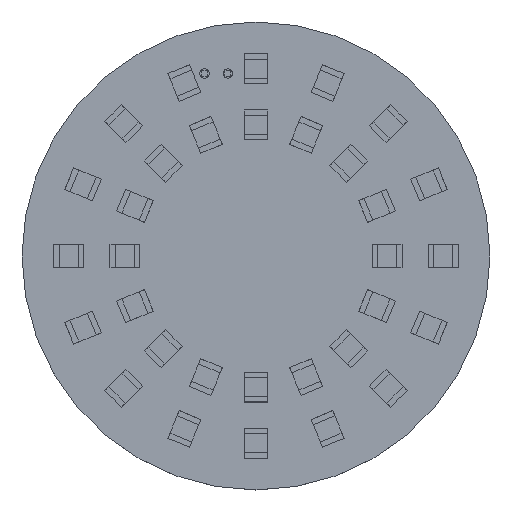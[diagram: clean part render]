
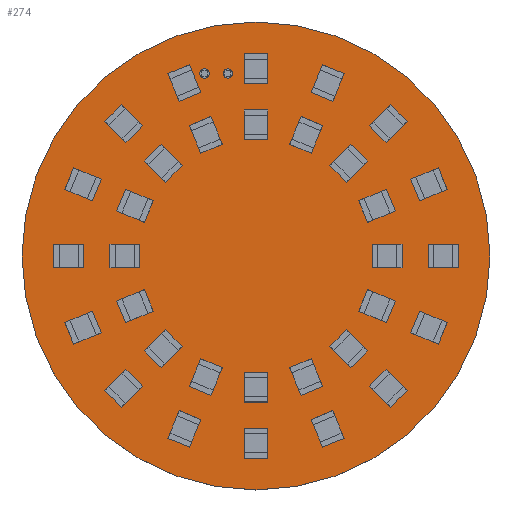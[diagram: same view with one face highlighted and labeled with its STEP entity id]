
A CAD part, top view. The second image highlights one B-rep face of the part: STEP entity #274.
In plain terms, the highlighted planar face has unit normal (0, 0, 1).
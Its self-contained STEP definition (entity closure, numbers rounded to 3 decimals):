
#167 = VERTEX_POINT('',#168);
#168 = CARTESIAN_POINT('',(25.,0.,1.646));
#174 = EDGE_CURVE('',#167,#167,#175,.T.);
#175 = CIRCLE('',#176,25.);
#176 = AXIS2_PLACEMENT_3D('',#177,#178,#179);
#177 = CARTESIAN_POINT('',(0.,0.,1.646));
#178 = DIRECTION('',(0.,0.,1.));
#179 = DIRECTION('',(1.,0.,0.));
#200 = VERTEX_POINT('',#201);
#201 = CARTESIAN_POINT('',(-5.,19.5,1.646));
#207 = EDGE_CURVE('',#200,#200,#208,.T.);
#208 = CIRCLE('',#209,0.5);
#209 = AXIS2_PLACEMENT_3D('',#210,#211,#212);
#210 = CARTESIAN_POINT('',(-5.5,19.5,1.646));
#211 = DIRECTION('',(0.,0.,1.));
#212 = DIRECTION('',(1.,0.,0.));
#233 = VERTEX_POINT('',#234);
#234 = CARTESIAN_POINT('',(-2.5,19.5,1.646));
#240 = EDGE_CURVE('',#233,#233,#241,.T.);
#241 = CIRCLE('',#242,0.5);
#242 = AXIS2_PLACEMENT_3D('',#243,#244,#245);
#243 = CARTESIAN_POINT('',(-3.,19.5,1.646));
#244 = DIRECTION('',(0.,0.,1.));
#245 = DIRECTION('',(1.,0.,0.));
#274 = ADVANCED_FACE('',(#275,#278,#281),#284,.F.);
#275 = FACE_BOUND('',#276,.T.);
#276 = EDGE_LOOP('',(#277));
#277 = ORIENTED_EDGE('',*,*,#174,.T.);
#278 = FACE_BOUND('',#279,.F.);
#279 = EDGE_LOOP('',(#280));
#280 = ORIENTED_EDGE('',*,*,#207,.T.);
#281 = FACE_BOUND('',#282,.F.);
#282 = EDGE_LOOP('',(#283));
#283 = ORIENTED_EDGE('',*,*,#240,.T.);
#284 = PLANE('',#285);
#285 = AXIS2_PLACEMENT_3D('',#286,#287,#288);
#286 = CARTESIAN_POINT('',(25.,0.,1.646));
#287 = DIRECTION('',(0.,0.,-1.));
#288 = DIRECTION('',(-1.,0.,0.));
